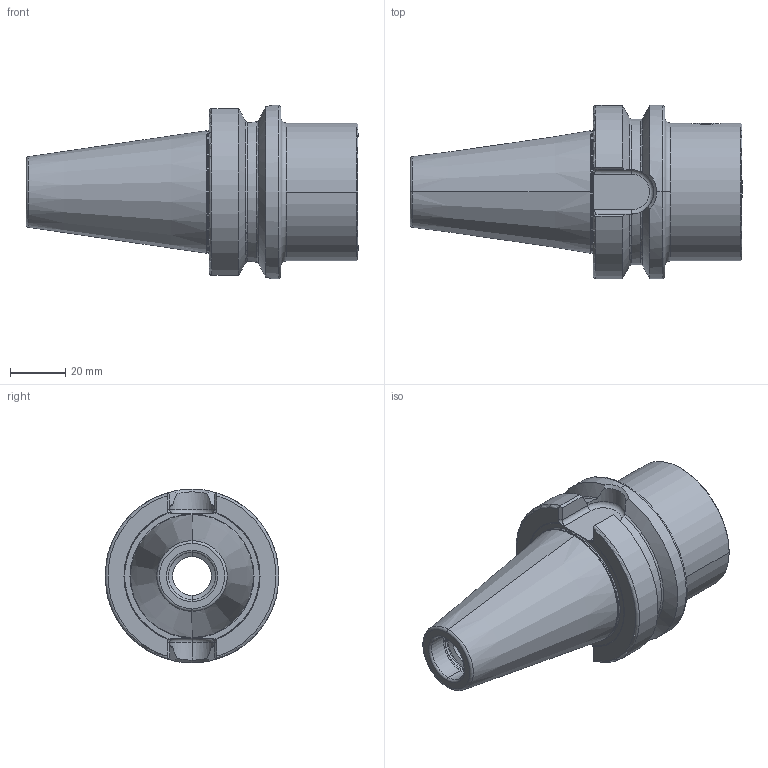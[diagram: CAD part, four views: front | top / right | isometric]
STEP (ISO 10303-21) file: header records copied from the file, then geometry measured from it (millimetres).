
FILE_DESCRIPTION (( 'STEP AP214' ), '1' );
FILE_NAME ('BP4.ST5.K01.055.STEP', '2023-09-20T08:33:29', ( '' ), ( '' ), 'SwSTEP 2.0', 'SolidWorks 2017', '' );
FILE_SCHEMA (( 'AUTOMOTIVE_DESIGN' ));
Length unit declared in the file: millimetre
Products named in the file (4): ST5-ER1.001.012_A; DIN 3771 - 25x2; BP4.ST5.K01.055
Assembly tree (3 placements, depth 2):
  BP4.ST5.K01.055
    BP4.ST5.K01.055
    ST5-ER1.001.012_A
    DIN 3771 - 25x2
Bounding box: 120.4 x 63 x 63 mm (x, y, z)
Volume: 155967.8 mm3; surface area: 30635.1 mm2
Topology: 3 solids, 3 shells, 158 faces, 386 edges, 231 vertices
Faces by surface type: plane 44, cylinder 42, torus 38, cone 30, bspline 4
Entity records: 5505 total; most frequent: CARTESIAN_POINT 1671, ORIENTED_EDGE 768, DIRECTION 764, EDGE_CURVE 384, AXIS2_PLACEMENT_3D 314, VERTEX_POINT 231, EDGE_LOOP 163, ADVANCED_FACE 158
